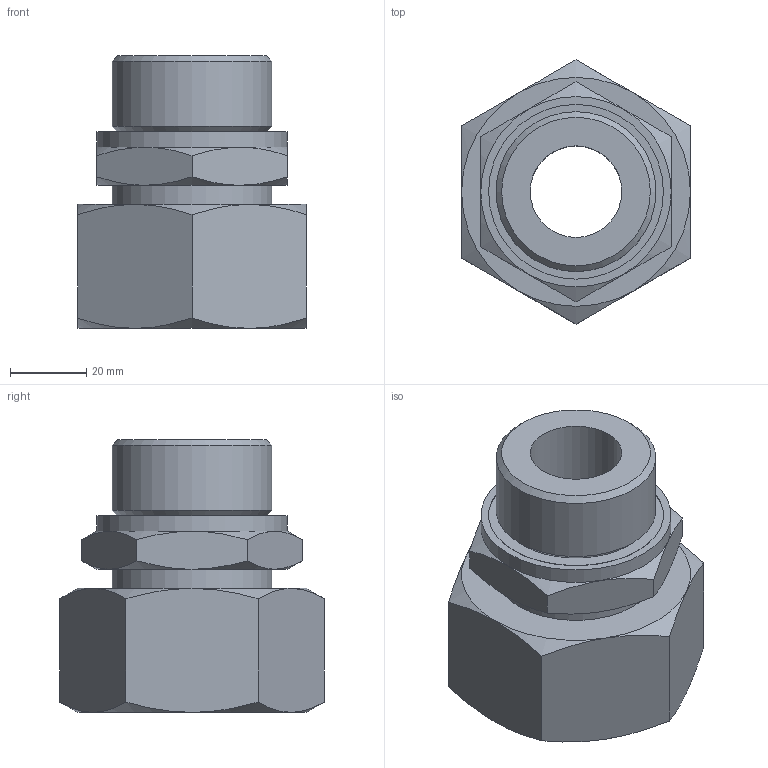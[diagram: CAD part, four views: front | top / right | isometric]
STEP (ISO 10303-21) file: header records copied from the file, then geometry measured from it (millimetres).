
FILE_DESCRIPTION(/* description */ ('STEP AP203'),/* implementation_level */ '2;1');
FILE_NAME(/* name */ 'Stud Connector GULR 38-01',/* time_stamp */ '2023-10-10T15:23:08+02:00',/* author */ ('License CC BY-ND 4.0'),/* organization */ ('CADENAS'),/* preprocessor_version */ 'ST-DEVELOPER v19.3',/* originating_system */ 'PARTsolutions',/* authorisation */ ' ');
FILE_SCHEMA (('CONFIG_CONTROL_DESIGN'));
Length unit declared in the file: millimetre
Products named in the file (1): Einschraubstutzen GULR 38-01
Bounding box: 60 x 69.28 x 71.5 mm (x, y, z)
Volume: 110302.3 mm3; surface area: 27460.1 mm2
Topology: 1 solids, 1 shells, 52 faces, 106 edges, 63 vertices
Faces by surface type: cone 24, plane 21, cylinder 7
Full cylindrical faces by diameter (mm): 24 x1, 38.8 x1, 41.91 x2, 45.8 x1, 49.835 x1, 49.9 x1
Entity records: 1742 total; most frequent: CARTESIAN_POINT 371, DIRECTION 194, ORIENTED_EDGE 184, EDGE_CURVE 92, AXIS2_PLACEMENT_3D 91, EDGE_LOOP 74, FACE_BOUND 74, VERTEX_POINT 62
